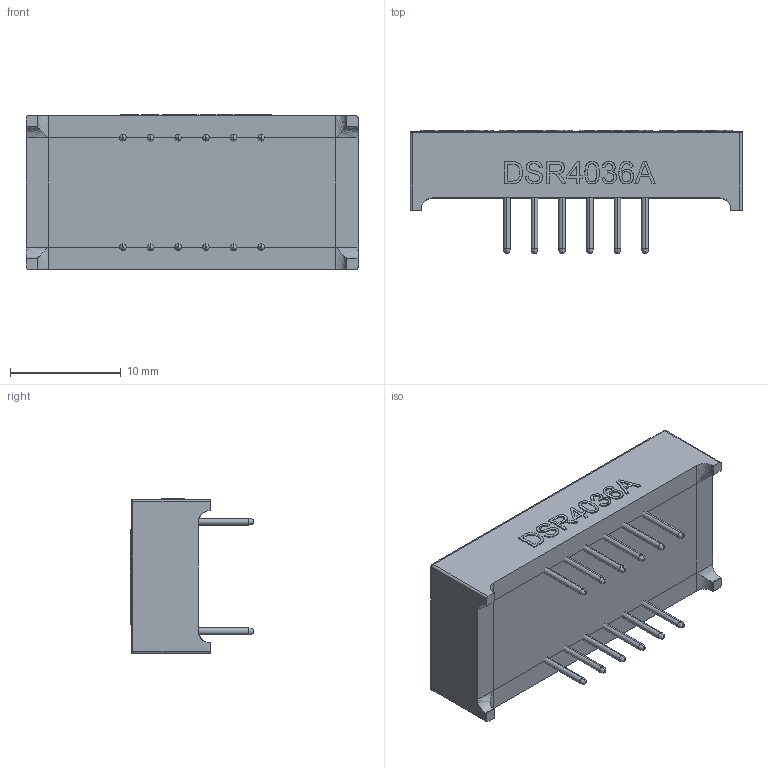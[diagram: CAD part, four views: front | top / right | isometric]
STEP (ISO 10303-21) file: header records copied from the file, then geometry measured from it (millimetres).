
FILE_DESCRIPTION(/* description */ (''),/* implementation_level */ '2;1');
FILE_NAME(/* name */ '4digit',/* time_stamp */ '2014-03-31T08:37:21+02:00',/* author */ (''),/* organization */ (''),/* preprocessor_version */ 'ST-DEVELOPER v14',/* originating_system */ '',/* authorisation */ '');
FILE_SCHEMA (('CONFIG_CONTROL_DESIGN'));
Length unit declared in the file: millimetre
Products named in the file (1): Document
Bounding box: 30 x 11.15 x 14 mm (x, y, z)
Volume: 2714.9 mm3; surface area: 2881.3 mm2
Topology: 54 solids, 54 shells, 859 faces, 2017 edges, 1266 vertices
Faces by surface type: bspline 705, plane 154
Entity records: 29932 total; most frequent: CARTESIAN_POINT 18736, ORIENTED_EDGE 4034, EDGE_CURVE 2017, VERTEX_POINT 1266, EDGE_LOOP 935, ADVANCED_FACE 859, FACE_OUTER_BOUND 859, B_SPLINE_CURVE_WITH_KNOTS 449
